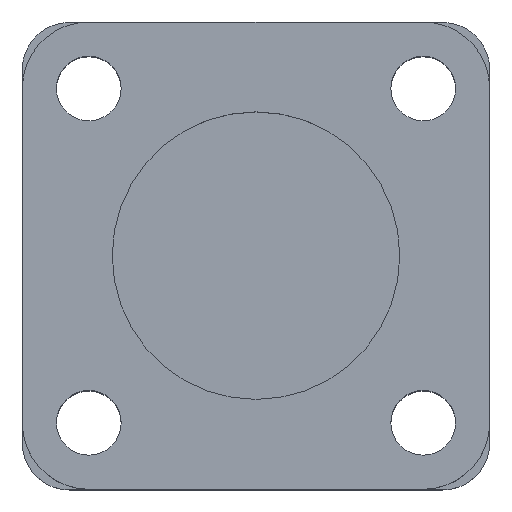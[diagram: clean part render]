
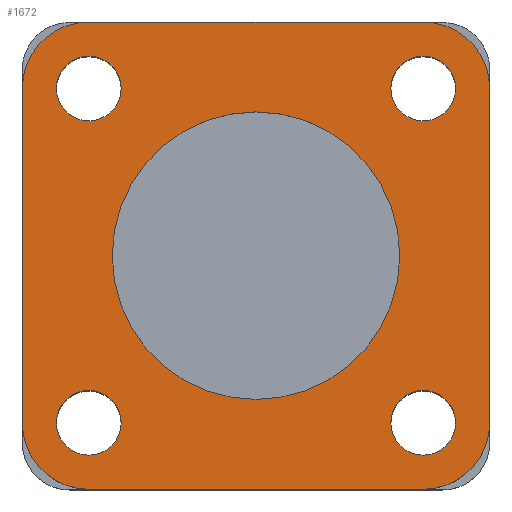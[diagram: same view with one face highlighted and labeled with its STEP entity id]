
A CAD part, top view. The second image highlights one B-rep face of the part: STEP entity #1672.
In plain terms, the highlighted face is planar.
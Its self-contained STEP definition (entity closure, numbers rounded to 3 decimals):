
#1502=CARTESIAN_POINT('',(23.25,-32.5,0.0));
#1503=VERTEX_POINT('',#1502);
#1510=CARTESIAN_POINT('',(32.5,-23.25,0.0));
#1511=VERTEX_POINT('',#1510);
#1512=CARTESIAN_POINT('',(23.25,-23.25,0.0));
#1513=DIRECTION('',(0.0,0.0,1.));
#1514=DIRECTION('',(0.707,-0.707,0.0));
#1515=AXIS2_PLACEMENT_3D('',#1512,#1513,#1514);
#1516=CIRCLE('',#1515,9.25);
#1517=EDGE_CURVE('',#1503,#1511,#1516,.T.);
#1534=CARTESIAN_POINT('',(32.5,23.25,0.0));
#1535=VERTEX_POINT('',#1534);
#1536=CARTESIAN_POINT('',(32.5,23.25,0.0));
#1537=DIRECTION('',(0.0,-1.0,0.0));
#1538=VECTOR('',#1537,46.5);
#1539=LINE('',#1536,#1538);
#1540=EDGE_CURVE('',#1535,#1511,#1539,.T.);
#1559=CARTESIAN_POINT('',(0.0,0.,0.0));
#1560=DIRECTION('',(0.0,0.0,1.0));
#1561=DIRECTION('',(1.0,0.0,0.0));
#1562=AXIS2_PLACEMENT_3D('',#1559,#1560,#1561);
#1563=PLANE('',#1562);
#1564=ORIENTED_EDGE('',*,*,#1517,.F.);
#1565=CARTESIAN_POINT('',(-23.25,-32.5,0.0));
#1566=VERTEX_POINT('',#1565);
#1567=CARTESIAN_POINT('',(23.25,-32.5,0.0));
#1568=DIRECTION('',(-1.0,0.0,0.0));
#1569=VECTOR('',#1568,46.5);
#1570=LINE('',#1567,#1569);
#1571=EDGE_CURVE('',#1503,#1566,#1570,.T.);
#1572=ORIENTED_EDGE('',*,*,#1571,.T.);
#1573=CARTESIAN_POINT('',(-32.5,-23.25,0.0));
#1574=VERTEX_POINT('',#1573);
#1575=CARTESIAN_POINT('',(-23.25,-23.25,0.0));
#1576=DIRECTION('',(0.0,0.0,1.));
#1577=DIRECTION('',(-0.707,-0.707,0.0));
#1578=AXIS2_PLACEMENT_3D('',#1575,#1576,#1577);
#1579=CIRCLE('',#1578,9.25);
#1580=EDGE_CURVE('',#1574,#1566,#1579,.T.);
#1581=ORIENTED_EDGE('',*,*,#1580,.F.);
#1582=CARTESIAN_POINT('',(-32.5,23.25,0.0));
#1583=VERTEX_POINT('',#1582);
#1584=CARTESIAN_POINT('',(-32.5,-23.25,0.0));
#1585=DIRECTION('',(0.0,1.0,0.0));
#1586=VECTOR('',#1585,46.5);
#1587=LINE('',#1584,#1586);
#1588=EDGE_CURVE('',#1574,#1583,#1587,.T.);
#1589=ORIENTED_EDGE('',*,*,#1588,.T.);
#1590=CARTESIAN_POINT('',(-23.25,32.5,0.0));
#1591=VERTEX_POINT('',#1590);
#1592=CARTESIAN_POINT('',(-23.25,23.25,0.0));
#1593=DIRECTION('',(0.0,0.0,1.));
#1594=DIRECTION('',(-0.707,0.707,0.0));
#1595=AXIS2_PLACEMENT_3D('',#1592,#1593,#1594);
#1596=CIRCLE('',#1595,9.25);
#1597=EDGE_CURVE('',#1591,#1583,#1596,.T.);
#1598=ORIENTED_EDGE('',*,*,#1597,.F.);
#1599=CARTESIAN_POINT('',(23.25,32.5,0.0));
#1600=VERTEX_POINT('',#1599);
#1601=CARTESIAN_POINT('',(-23.25,32.5,0.0));
#1602=DIRECTION('',(1.0,0.0,0.0));
#1603=VECTOR('',#1602,46.5);
#1604=LINE('',#1601,#1603);
#1605=EDGE_CURVE('',#1591,#1600,#1604,.T.);
#1606=ORIENTED_EDGE('',*,*,#1605,.T.);
#1607=CARTESIAN_POINT('',(23.25,23.25,0.0));
#1608=DIRECTION('',(0.0,0.0,1.));
#1609=DIRECTION('',(0.707,0.707,0.0));
#1610=AXIS2_PLACEMENT_3D('',#1607,#1608,#1609);
#1611=CIRCLE('',#1610,9.25);
#1612=EDGE_CURVE('',#1535,#1600,#1611,.T.);
#1613=ORIENTED_EDGE('',*,*,#1612,.F.);
#1614=ORIENTED_EDGE('',*,*,#1540,.T.);
#1615=EDGE_LOOP('',(#1564,#1572,#1581,#1589,#1598,#1606,#1613,#1614));
#1616=FACE_OUTER_BOUND('',#1615,.T.);
#1617=CARTESIAN_POINT('',(18.75,23.25,0.0));
#1618=VERTEX_POINT('',#1617);
#1619=CARTESIAN_POINT('',(23.25,23.25,0.0));
#1620=DIRECTION('',(0.0,0.0,1.0));
#1621=DIRECTION('',(1.0,0.0,0.0));
#1622=AXIS2_PLACEMENT_3D('',#1619,#1620,#1621);
#1623=CIRCLE('',#1622,4.5);
#1624=EDGE_CURVE('',#1618,#1618,#1623,.T.);
#1625=ORIENTED_EDGE('',*,*,#1624,.T.);
#1626=EDGE_LOOP('',(#1625));
#1627=FACE_BOUND('',#1626,.T.);
#1628=CARTESIAN_POINT('',(-27.75,-23.25,0.0));
#1629=VERTEX_POINT('',#1628);
#1630=CARTESIAN_POINT('',(-23.25,-23.25,0.0));
#1631=DIRECTION('',(0.0,0.0,1.0));
#1632=DIRECTION('',(1.0,0.0,0.0));
#1633=AXIS2_PLACEMENT_3D('',#1630,#1631,#1632);
#1634=CIRCLE('',#1633,4.5);
#1635=EDGE_CURVE('',#1629,#1629,#1634,.T.);
#1636=ORIENTED_EDGE('',*,*,#1635,.T.);
#1637=EDGE_LOOP('',(#1636));
#1638=FACE_BOUND('',#1637,.T.);
#1639=CARTESIAN_POINT('',(-27.75,23.25,0.0));
#1640=VERTEX_POINT('',#1639);
#1641=CARTESIAN_POINT('',(-23.25,23.25,0.0));
#1642=DIRECTION('',(0.0,0.0,1.0));
#1643=DIRECTION('',(1.0,0.0,0.0));
#1644=AXIS2_PLACEMENT_3D('',#1641,#1642,#1643);
#1645=CIRCLE('',#1644,4.5);
#1646=EDGE_CURVE('',#1640,#1640,#1645,.T.);
#1647=ORIENTED_EDGE('',*,*,#1646,.T.);
#1648=EDGE_LOOP('',(#1647));
#1649=FACE_BOUND('',#1648,.T.);
#1650=CARTESIAN_POINT('',(18.75,-23.25,0.0));
#1651=VERTEX_POINT('',#1650);
#1652=CARTESIAN_POINT('',(23.25,-23.25,0.0));
#1653=DIRECTION('',(0.0,0.0,1.0));
#1654=DIRECTION('',(1.0,0.0,0.0));
#1655=AXIS2_PLACEMENT_3D('',#1652,#1653,#1654);
#1656=CIRCLE('',#1655,4.5);
#1657=EDGE_CURVE('',#1651,#1651,#1656,.T.);
#1658=ORIENTED_EDGE('',*,*,#1657,.T.);
#1659=EDGE_LOOP('',(#1658));
#1660=FACE_BOUND('',#1659,.T.);
#1661=CARTESIAN_POINT('',(-20.0,0.0,0.0));
#1662=VERTEX_POINT('',#1661);
#1663=CARTESIAN_POINT('',(0.0,0.0,0.0));
#1664=DIRECTION('',(0.0,0.0,1.0));
#1665=DIRECTION('',(-1.0,0.0,0.0));
#1666=AXIS2_PLACEMENT_3D('',#1663,#1664,#1665);
#1667=CIRCLE('',#1666,20.0);
#1668=EDGE_CURVE('',#1662,#1662,#1667,.T.);
#1669=ORIENTED_EDGE('',*,*,#1668,.T.);
#1670=EDGE_LOOP('',(#1669));
#1671=FACE_BOUND('',#1670,.T.);
#1672=ADVANCED_FACE('',(#1616,#1627,#1638,#1649,#1660,#1671),#1563,.F.);
